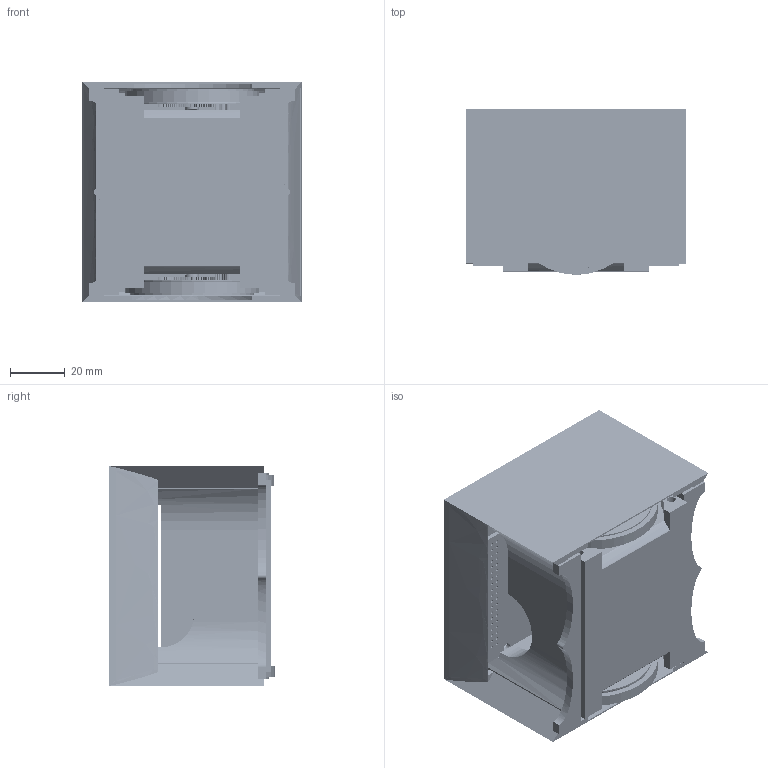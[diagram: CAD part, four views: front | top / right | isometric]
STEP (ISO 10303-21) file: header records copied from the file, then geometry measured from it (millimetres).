
FILE_DESCRIPTION(('FreeCAD Model'),'2;1');
FILE_NAME('Open CASCADE Shape Model','2025-05-03T04:18:43',('FreeCAD'),( 'FreeCAD'),'Open CASCADE STEP processor 7.6','FreeCAD','Unknown');
FILE_SCHEMA(('AUTOMOTIVE_DESIGN { 1 0 10303 214 1 1 1 1 }'));
Products named in the file (1): Open CASCADE STEP translator 7.6 1
Bounding box: 80 x 60.2 x 80 mm (x, y, z)
Volume: 132033.8 mm3; surface area: 123175.9 mm2
Topology: 165 solids, 183 shells, 7081 faces, 18410 edges, 11713 vertices
Faces by surface type: plane 4157, cylinder 2354, bspline 325, sphere 116, torus 105, cone 24
Full cylindrical faces by diameter (mm): 0.2 x3, 0.35 x142, 0.36 x2, 0.4 x12, 0.5 x5, 0.508 x34, 0.8 x4, 1 x78, 1.016 x48, 1.02 x76, 1.6 x18, 1.8 x1, 2 x23, 3 x9, 3.111 x2, 3.2 x8, 3.5 x2, 4 x6, 4.976 x10, 5 x4, 6 x4, 7 x4, 8.5 x2, 9 x2, 10 x4, 11 x4, 15 x2, 15.1 x2, 20 x2, 22 x6
Entity records: 233345 total; most frequent: CARTESIAN_POINT 57356, ORIENTED_EDGE 36452, DIRECTION 36153, EDGE_CURVE 18271, LINE 12407, VECTOR 12407, AXIS2_PLACEMENT_3D 11873, VERTEX_POINT 11714
